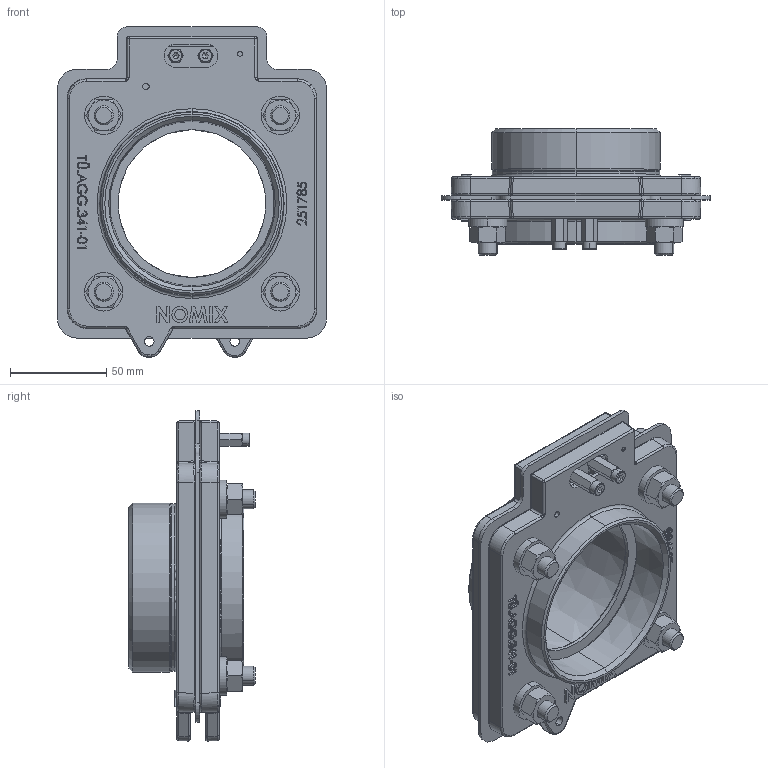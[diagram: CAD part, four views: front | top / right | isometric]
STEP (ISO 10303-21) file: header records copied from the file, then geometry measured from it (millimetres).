
FILE_DESCRIPTION (( 'STEP AP214' ), '1' );
FILE_NAME ('TAG-Adapter 3in_251723.STEP', '2012-09-27T08:37:18', ( 'Admin2' ), ( '' ), 'SwSTEP 2.0', 'SolidWorks 2010', '' );
FILE_SCHEMA (( 'AUTOMOTIVE_DESIGN' ));
Length unit declared in the file: millimetre
Products named in the file (1): TAG-Adapter 3in_251723
Bounding box: 140 x 65.85 x 171.89 mm (x, y, z)
Surface area: 110401 mm2 (no closed solid volume)
Topology: 0 solids, 150 shells, 1681 faces, 8968 edges, 7350 vertices
Faces by surface type: plane 996, bspline 439, cylinder 144, cone 76, torus 16, sphere 10
Entity records: 151930 total; most frequent: CARTESIAN_POINT 72999, ORIENTED_EDGE 11907, EDGE_CURVE 8956, DIRECTION 8673, VERTEX_POINT 7350, VECTOR 5237, LINE 5237, B_SPLINE_CURVE_WITH_KNOTS 3085
